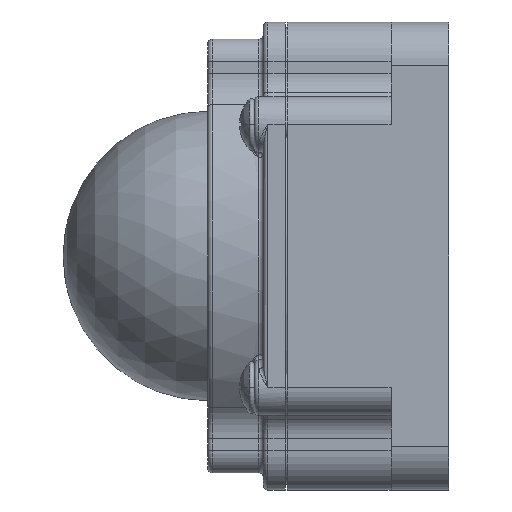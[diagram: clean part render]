
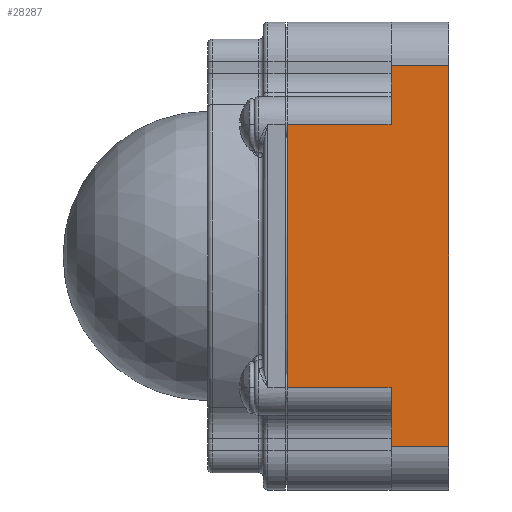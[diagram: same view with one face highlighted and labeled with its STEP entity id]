
A CAD part, left-side view. The second image highlights one B-rep face of the part: STEP entity #28287.
In plain terms, the highlighted planar face has unit normal (-1, 0, 0).
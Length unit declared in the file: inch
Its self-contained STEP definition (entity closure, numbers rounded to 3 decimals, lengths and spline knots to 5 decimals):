
#2911=DIRECTION('',(0.,0.,1.));
#2912=VECTOR('',#2911,1.79);
#2913=CARTESIAN_POINT('',(-1.57756,1.09843,-0.895));
#2914=LINE('',#2913,#2912);
#10331=DIRECTION('',(0.,0.,1.));
#10332=VECTOR('',#10331,0.39848);
#10333=CARTESIAN_POINT('',(-1.57756,0.3937,
-1.29348));
#10334=LINE('',#10333,#10332);
#10393=DIRECTION('',(0.,1.,0.));
#10394=VECTOR('',#10393,0.70472);
#10395=CARTESIAN_POINT('',(-1.57756,0.3937,-0.895));
#10396=LINE('',#10395,#10394);
#10397=DIRECTION('',(0.,0.,-1.));
#10398=VECTOR('',#10397,2.58695);
#10399=CARTESIAN_POINT('',(-1.57756,0.,1.29348));
#10400=LINE('',#10399,#10398);
#10401=DIRECTION('',(0.,1.,0.));
#10402=VECTOR('',#10401,0.3937);
#10403=CARTESIAN_POINT('',(-1.57756,0.,-1.29348));
#10404=LINE('',#10403,#10402);
#10410=DIRECTION('',(0.,1.,0.));
#10411=VECTOR('',#10410,0.70472);
#10412=CARTESIAN_POINT('',(-1.57756,0.3937,0.895));
#10413=LINE('',#10412,#10411);
#10423=DIRECTION('',(0.,0.,1.));
#10424=VECTOR('',#10423,0.39848);
#10425=CARTESIAN_POINT('',(-1.57756,0.3937,0.895));
#10426=LINE('',#10425,#10424);
#10700=DIRECTION('',(0.,1.,0.));
#10701=VECTOR('',#10700,0.3937);
#10702=CARTESIAN_POINT('',(-1.57756,0.,1.29348));
#10703=LINE('',#10702,#10701);
#11756=CARTESIAN_POINT('',(-1.57756,0.,1.29348));
#11758=VERTEX_POINT('',#11756);
#11769=CARTESIAN_POINT('',(-1.57756,0.,-1.29348));
#11771=VERTEX_POINT('',#11769);
#11772=CARTESIAN_POINT('',(-1.57756,0.3937,
1.29348));
#11774=VERTEX_POINT('',#11772);
#11785=CARTESIAN_POINT('',(-1.57756,0.3937,
-1.29348));
#11787=VERTEX_POINT('',#11785);
#11800=CARTESIAN_POINT('',(-1.57756,0.3937,-0.895));
#11801=VERTEX_POINT('',#11800);
#11802=CARTESIAN_POINT('',(-1.57756,0.3937,0.895));
#11803=VERTEX_POINT('',#11802);
#11897=CARTESIAN_POINT('',(-1.57756,1.09843,-0.895));
#11899=VERTEX_POINT('',#11897);
#11900=CARTESIAN_POINT('',(-1.57756,1.09843,0.895));
#11901=VERTEX_POINT('',#11900);
#28268=CARTESIAN_POINT('',(-1.57756,0.,-1.29348));
#28269=DIRECTION('',(-1.,0.,0.));
#28270=DIRECTION('',(0.,0.,1.));
#28271=AXIS2_PLACEMENT_3D('',#28268,#28269,#28270);
#28272=PLANE('',#28271);
#28273=ORIENTED_EDGE('',*,*,#28190,.T.);
#28274=ORIENTED_EDGE('',*,*,#28263,.T.);
#28275=ORIENTED_EDGE('',*,*,#18771,.T.);
#28277=ORIENTED_EDGE('',*,*,#28276,.F.);
#28279=ORIENTED_EDGE('',*,*,#28278,.T.);
#28281=ORIENTED_EDGE('',*,*,#28280,.F.);
#28282=ORIENTED_EDGE('',*,*,#18977,.T.);
#28284=ORIENTED_EDGE('',*,*,#28283,.T.);
#28285=EDGE_LOOP('',(#28273,#28274,#28275,#28277,#28279,#28281,#28282,#28284));
#28286=FACE_OUTER_BOUND('',#28285,.F.);
#28287=ADVANCED_FACE('',(#28286),#28272,.T.);
#18771=EDGE_CURVE('',#11899,#11901,#2914,.T.);
#18977=EDGE_CURVE('',#11758,#11771,#10400,.T.);
#28190=EDGE_CURVE('',#11787,#11801,#10334,.T.);
#28263=EDGE_CURVE('',#11801,#11899,#10396,.T.);
#28276=EDGE_CURVE('',#11803,#11901,#10413,.T.);
#28278=EDGE_CURVE('',#11803,#11774,#10426,.T.);
#28280=EDGE_CURVE('',#11758,#11774,#10703,.T.);
#28283=EDGE_CURVE('',#11771,#11787,#10404,.T.);
